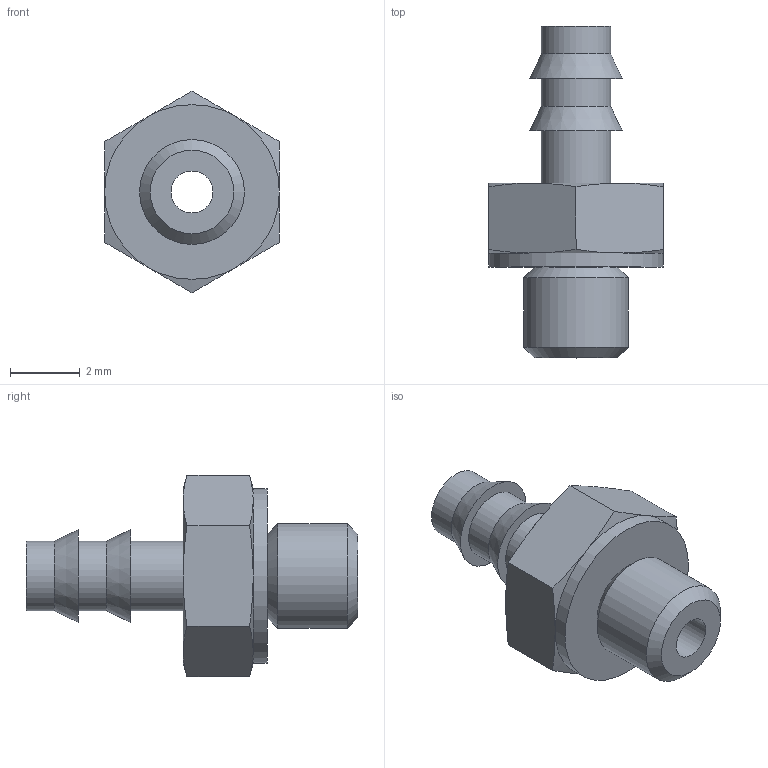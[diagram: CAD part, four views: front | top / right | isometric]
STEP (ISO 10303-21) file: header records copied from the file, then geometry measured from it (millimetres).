
FILE_DESCRIPTION( ( 'STEP AP214' ), ' ' );
FILE_NAME( 'M-3AU-3.stp', '2015-09-17T07:21:40', ( '' ), ( '' ), ' ', 'PARTsolutions', ' ' );
FILE_SCHEMA( ( 'AUTOMOTIVE_DESIGN { 1 0 10303 214 1 1 1 1 }' ) );
Length unit declared in the file: millimetre
Products named in the file (1): _M-3AU-3
Bounding box: 5 x 9.5 x 5.77 mm (x, y, z)
Volume: 73.6 mm3; surface area: 178.3 mm2
Topology: 1 solids, 1 shells, 34 faces, 68 edges, 40 vertices
Faces by surface type: cone 16, plane 12, cylinder 6
Full cylindrical faces by diameter (mm): 1.2 x1, 2 x3, 3 x1, 5 x1
Entity records: 1128 total; most frequent: CARTESIAN_POINT 203, DIRECTION 130, ORIENTED_EDGE 114, AXIS2_PLACEMENT_3D 62, EDGE_CURVE 57, EDGE_LOOP 50, FACE_OUTER_BOUND 40, VERTEX_POINT 39
